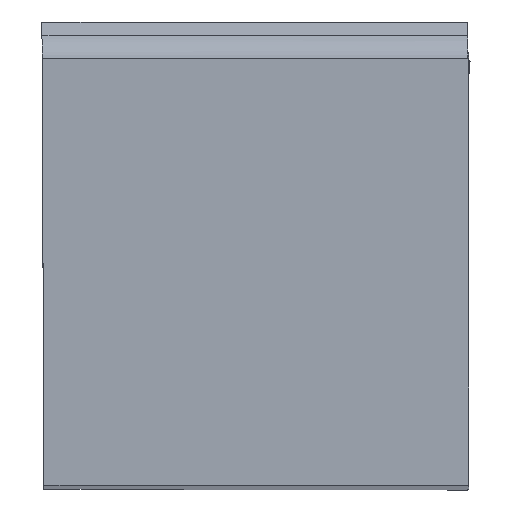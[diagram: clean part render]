
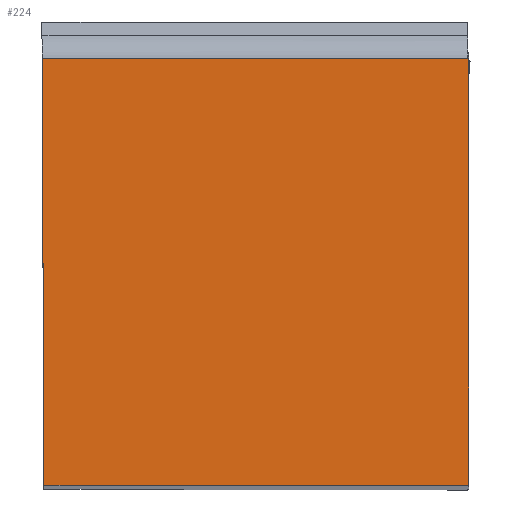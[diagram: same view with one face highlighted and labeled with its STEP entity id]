
A CAD part, top view. The second image highlights one B-rep face of the part: STEP entity #224.
In plain terms, the highlighted planar face has unit normal (0, 0, 1).
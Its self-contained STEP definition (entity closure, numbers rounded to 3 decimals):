
#224=ADVANCED_FACE('CU_BACK_SU1',(#351),#310,.F.);
#310=PLANE('',#1876);
#351=FACE_OUTER_BOUND('',#440,.T.);
#440=EDGE_LOOP('',(#625,#626,#627,#628));
#625=ORIENTED_EDGE('',*,*,#1260,.T.);
#626=ORIENTED_EDGE('',*,*,#1272,.T.);
#627=ORIENTED_EDGE('',*,*,#1273,.T.);
#628=ORIENTED_EDGE('',*,*,#1263,.F.);
#1093=VERTEX_POINT('',#2556);
#1094=VERTEX_POINT('',#2558);
#1095=VERTEX_POINT('',#2563);
#1101=VERTEX_POINT('',#2598);
#1260=EDGE_CURVE('',#1094,#1093,#1496,.T.);
#1263=EDGE_CURVE('',#1094,#1095,#1499,.T.);
#1272=EDGE_CURVE('',#1093,#1101,#1506,.T.);
#1273=EDGE_CURVE('',#1101,#1095,#1507,.T.);
#1496=LINE('',#2557,#1642);
#1499=LINE('',#2562,#1645);
#1506=LINE('',#2597,#1652);
#1507=LINE('',#2599,#1653);
#1642=VECTOR('',#2065,1.);
#1645=VECTOR('',#2070,1.);
#1652=VECTOR('',#2083,1.);
#1653=VECTOR('',#2084,1.);
#1876=AXIS2_PLACEMENT_3D('',#2600,#2085,#2086);
#2065=DIRECTION('',(1.,0.,0.));
#2070=DIRECTION('',(-0.004,1.,0.));
#2083=DIRECTION('',(0.,1.,0.));
#2084=DIRECTION('',(-1.,0.,0.));
#2085=DIRECTION('',(0.,0.,-1.));
#2086=DIRECTION('',(-1.,0.,0.));
#2556=CARTESIAN_POINT('',(18.95,0.,0.));
#2557=CARTESIAN_POINT('',(41.953,0.,0.));
#2558=CARTESIAN_POINT('',(0.083,0.,0.));
#2562=CARTESIAN_POINT('',(-0.086,38.767,0.));
#2563=CARTESIAN_POINT('',(0.,18.95,0.));
#2597=CARTESIAN_POINT('',(18.95,38.95,0.));
#2598=CARTESIAN_POINT('',(18.95,18.95,0.));
#2599=CARTESIAN_POINT('',(41.953,18.95,0.));
#2600=CARTESIAN_POINT('',(41.953,38.95,0.));
